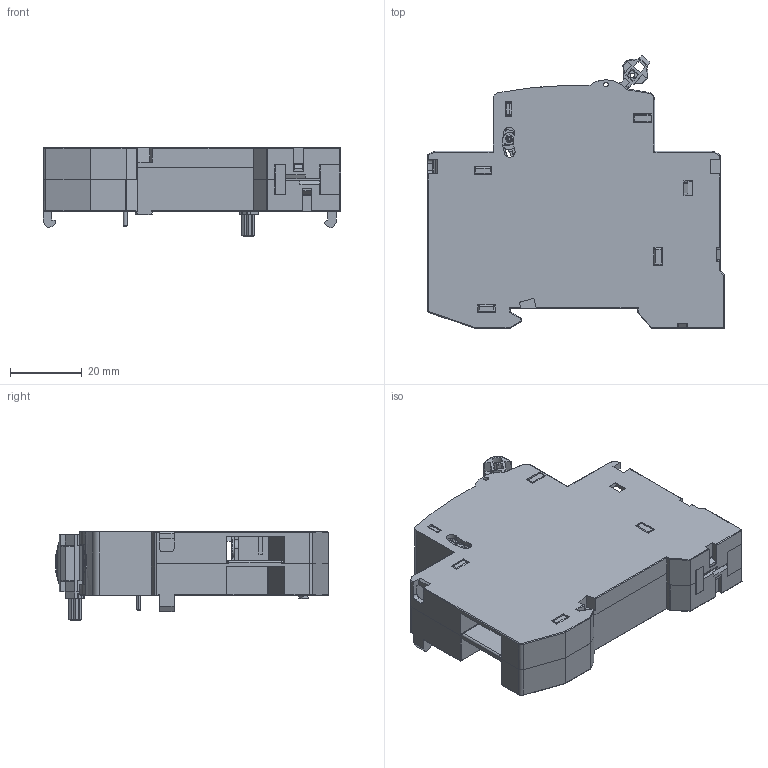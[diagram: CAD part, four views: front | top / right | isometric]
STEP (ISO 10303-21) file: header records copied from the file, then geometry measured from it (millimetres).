
FILE_DESCRIPTION (( 'STEP AP203' ), '1' );
FILE_NAME ('M2US1 --170793001.STEP', '2022-03-25T10:38:20', ( '' ), ( '' ), 'SwSTEP 2.0', 'SolidWorks 2017', '' );
FILE_SCHEMA (( 'CONFIG_CONTROL_DESIGN' ));
Length unit declared in the file: millimetre
Products named in the file (1): M2US1 --170793001
Bounding box: 82.7 x 75.81 x 24.6 mm (x, y, z)
Surface area: 26556.5 mm2 (no closed solid volume)
Topology: 0 solids, 26 shells, 842 faces, 3559 edges, 2648 vertices
Faces by surface type: plane 463, cylinder 277, bspline 93, cone 7, torus 2
Entity records: 41671 total; most frequent: CARTESIAN_POINT 15373, ORIENTED_EDGE 5305, DIRECTION 4617, EDGE_CURVE 3526, VERTEX_POINT 2648, VECTOR 2199, LINE 2199, AXIS2_PLACEMENT_3D 1209
